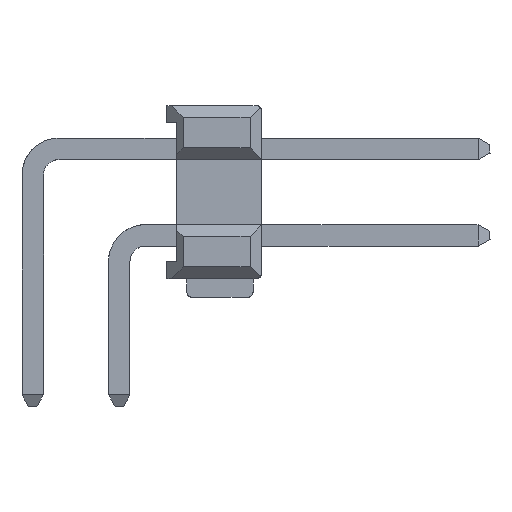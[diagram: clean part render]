
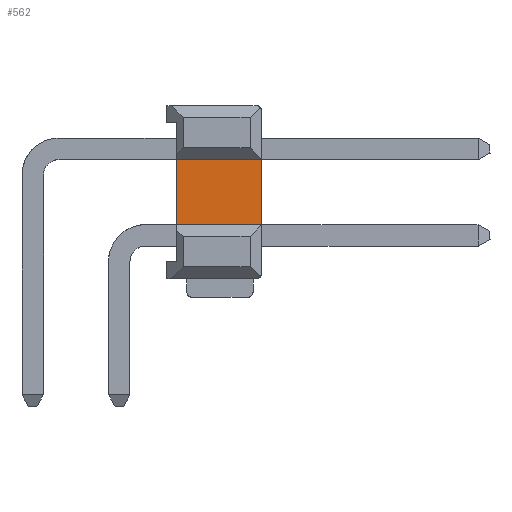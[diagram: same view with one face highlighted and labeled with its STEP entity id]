
A CAD part, left-side view. The second image highlights one B-rep face of the part: STEP entity #562.
In plain terms, the highlighted planar face has unit normal (-1, 0, 0).
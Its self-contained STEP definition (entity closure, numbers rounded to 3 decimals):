
#562=ADVANCED_FACE('',(#1442),#28815,.T.);
#1442=FACE_OUTER_BOUND('',#2325,.T.);
#2325=EDGE_LOOP('',(#3423,#3424,#3425,#3426));
#3423=ORIENTED_EDGE('',*,*,#19227,.T.);
#3424=ORIENTED_EDGE('',*,*,#19217,.F.);
#3425=ORIENTED_EDGE('',*,*,#19224,.F.);
#3426=ORIENTED_EDGE('',*,*,#19220,.F.);
#7605=(
BOUNDED_CURVE()
B_SPLINE_CURVE(1,(#32016,#32017,#32018,#32019),.UNSPECIFIED.,.F.,.F.)
B_SPLINE_CURVE_WITH_KNOTS((2,1,1,2),(-12.607,-11.825,
-11.479,-10.697),.UNSPECIFIED.)
CURVE()
GEOMETRIC_REPRESENTATION_ITEM()
RATIONAL_B_SPLINE_CURVE((1.,1.,1.,1.))
REPRESENTATION_ITEM('')
);
#7608=(
BOUNDED_CURVE()
B_SPLINE_CURVE(1,(#32034,#32035,#32036,#32037),.UNSPECIFIED.,.F.,.F.)
B_SPLINE_CURVE_WITH_KNOTS((2,1,1,2),(-12.607,-11.825,
-11.479,-10.697),.UNSPECIFIED.)
CURVE()
GEOMETRIC_REPRESENTATION_ITEM()
RATIONAL_B_SPLINE_CURVE((1.,1.,1.,1.))
REPRESENTATION_ITEM('')
);
#8330=PCURVE('',#28809,#12708);
#8342=PCURVE('',#28811,#12720);
#8351=PCURVE('',#28813,#12729);
#8373=PCURVE('',#28815,#12751);
#8374=PCURVE('',#28815,#12752);
#8375=PCURVE('',#28815,#12753);
#8376=PCURVE('',#28815,#12754);
#8379=PCURVE('',#28816,#12757);
#12708=DEFINITIONAL_REPRESENTATION('',(#21560),#51173);
#12720=DEFINITIONAL_REPRESENTATION('',(#21575),#51173);
#12729=DEFINITIONAL_REPRESENTATION('',(#21588),#51173);
#12751=DEFINITIONAL_REPRESENTATION('',(#21612),#51173);
#12752=DEFINITIONAL_REPRESENTATION('',(#21613),#51173);
#12753=DEFINITIONAL_REPRESENTATION('',(#21614),#51173);
#12754=DEFINITIONAL_REPRESENTATION('',(#21615),#51173);
#12757=DEFINITIONAL_REPRESENTATION('',(#7608),#51173);
#17028=SURFACE_CURVE('',#21559,(#8330,#8374),.PCURVE_S1.);
#17031=SURFACE_CURVE('',#21574,(#8342,#8376),.PCURVE_S1.);
#17035=SURFACE_CURVE('',#21587,(#8351,#8375),.PCURVE_S1.);
#17038=SURFACE_CURVE('',#7605,(#8373,#8379),.PCURVE_S1.);
#19217=EDGE_CURVE('',#27377,#27371,#17028,.T.);
#19220=EDGE_CURVE('',#27375,#27379,#17031,.T.);
#19224=EDGE_CURVE('',#27379,#27377,#17035,.T.);
#19227=EDGE_CURVE('',#27375,#27371,#17038,.T.);
#21559=B_SPLINE_CURVE_WITH_KNOTS('',1,(#31888,#31889),.UNSPECIFIED.,.F.,
 .F.,(2,2),(-4.97,-2.47),.UNSPECIFIED.);
#21560=B_SPLINE_CURVE_WITH_KNOTS('',1,(#31890,#31891),.UNSPECIFIED.,.F.,
 .F.,(2,2),(-4.97,-2.47),.UNSPECIFIED.);
#21574=B_SPLINE_CURVE_WITH_KNOTS('',1,(#31930,#31931),.UNSPECIFIED.,.F.,
 .F.,(2,2),(-9.38,-6.88),.UNSPECIFIED.);
#21575=B_SPLINE_CURVE_WITH_KNOTS('',1,(#31932,#31933),.UNSPECIFIED.,.F.,
 .F.,(2,2),(-9.38,-6.88),.UNSPECIFIED.);
#21587=B_SPLINE_CURVE_WITH_KNOTS('',1,(#31961,#31962),.UNSPECIFIED.,.F.,
 .F.,(2,2),(-6.88,-4.97),.UNSPECIFIED.);
#21588=B_SPLINE_CURVE_WITH_KNOTS('',1,(#31963,#31964),.UNSPECIFIED.,.F.,
 .F.,(2,2),(-6.88,-4.97),.UNSPECIFIED.);
#21612=B_SPLINE_CURVE_WITH_KNOTS('',1,(#32020,#32021,#32022,#32023),
 .UNSPECIFIED.,.F.,.F.,(2,1,1,2),(-12.607,-11.825,-11.479,
-10.697),.UNSPECIFIED.);
#21613=B_SPLINE_CURVE_WITH_KNOTS('',1,(#32024,#32025),.UNSPECIFIED.,.F.,
 .F.,(2,2),(-4.97,-2.47),.UNSPECIFIED.);
#21614=B_SPLINE_CURVE_WITH_KNOTS('',1,(#32026,#32027),.UNSPECIFIED.,.F.,
 .F.,(2,2),(-6.88,-4.97),.UNSPECIFIED.);
#21615=B_SPLINE_CURVE_WITH_KNOTS('',1,(#32028,#32029),.UNSPECIFIED.,.F.,
 .F.,(2,2),(-9.38,-6.88),.UNSPECIFIED.);
#27371=VERTEX_POINT('',#31152);
#27375=VERTEX_POINT('',#31156);
#27377=VERTEX_POINT('',#31158);
#27379=VERTEX_POINT('',#31160);
#28809=PLANE('',#29566);
#28811=PLANE('',#29568);
#28813=PLANE('',#29570);
#28815=PLANE('',#29572);
#28816=PLANE('',#29573);
#29566=AXIS2_PLACEMENT_3D('',#31061,#30307,$);
#29568=AXIS2_PLACEMENT_3D('',#31063,#30309,$);
#29570=AXIS2_PLACEMENT_3D('',#31065,#30311,$);
#29572=AXIS2_PLACEMENT_3D('',#31067,#30313,$);
#29573=AXIS2_PLACEMENT_3D('',#31068,#30314,$);
#30307=DIRECTION('',(-0.707,0.,-0.707));
#30309=DIRECTION('',(-0.707,0.,0.707));
#30311=DIRECTION('',(0.,1.,0.));
#30313=DIRECTION('',(-1.,0.,0.));
#30314=DIRECTION('',(0.,-1.,0.));
#31061=CARTESIAN_POINT('',(-0.925,2.163,4.045));
#31063=CARTESIAN_POINT('',(-0.925,2.163,2.135));
#31065=CARTESIAN_POINT('',(-1.08,-1.687,1.05));
#31067=CARTESIAN_POINT('',(-0.925,-1.662,4.064));
#31068=CARTESIAN_POINT('',(0.943,-4.187,5.505));
#31152=CARTESIAN_POINT('',(-0.925,-4.187,4.045));
#31156=CARTESIAN_POINT('',(-0.925,-4.187,2.135));
#31158=CARTESIAN_POINT('',(-0.925,-1.687,4.045));
#31160=CARTESIAN_POINT('',(-0.925,-1.687,2.135));
#31888=CARTESIAN_POINT('',(-0.925,-1.687,4.045));
#31889=CARTESIAN_POINT('',(-0.925,-4.187,4.045));
#31890=CARTESIAN_POINT('',(3.85,0.));
#31891=CARTESIAN_POINT('',(6.35,0.));
#31930=CARTESIAN_POINT('',(-0.925,-4.187,2.135));
#31931=CARTESIAN_POINT('',(-0.925,-1.687,2.135));
#31932=CARTESIAN_POINT('',(0.,6.35));
#31933=CARTESIAN_POINT('',(0.,3.85));
#31961=CARTESIAN_POINT('',(-0.925,-1.687,2.135));
#31962=CARTESIAN_POINT('',(-0.925,-1.687,4.045));
#31963=CARTESIAN_POINT('',(1.085,0.155));
#31964=CARTESIAN_POINT('',(2.995,0.155));
#32016=CARTESIAN_POINT('',(-0.925,-4.187,2.135));
#32017=CARTESIAN_POINT('',(-0.925,-4.187,2.917));
#32018=CARTESIAN_POINT('',(-0.925,-4.187,3.263));
#32019=CARTESIAN_POINT('',(-0.925,-4.187,4.045));
#32020=CARTESIAN_POINT('',(0.,0.));
#32021=CARTESIAN_POINT('',(-0.782,0.));
#32022=CARTESIAN_POINT('',(-1.128,0.));
#32023=CARTESIAN_POINT('',(-1.91,0.));
#32024=CARTESIAN_POINT('',(-1.91,-2.5));
#32025=CARTESIAN_POINT('',(-1.91,0.));
#32026=CARTESIAN_POINT('',(0.,-2.5));
#32027=CARTESIAN_POINT('',(-1.91,-2.5));
#32028=CARTESIAN_POINT('',(0.,0.));
#32029=CARTESIAN_POINT('',(0.,-2.5));
#32034=CARTESIAN_POINT('',(1.849,3.322));
#32035=CARTESIAN_POINT('',(1.849,2.54));
#32036=CARTESIAN_POINT('',(1.849,2.195));
#32037=CARTESIAN_POINT('',(1.849,1.412));
#51173=(
GEOMETRIC_REPRESENTATION_CONTEXT(2)
PARAMETRIC_REPRESENTATION_CONTEXT()
REPRESENTATION_CONTEXT('pspace','')
);
